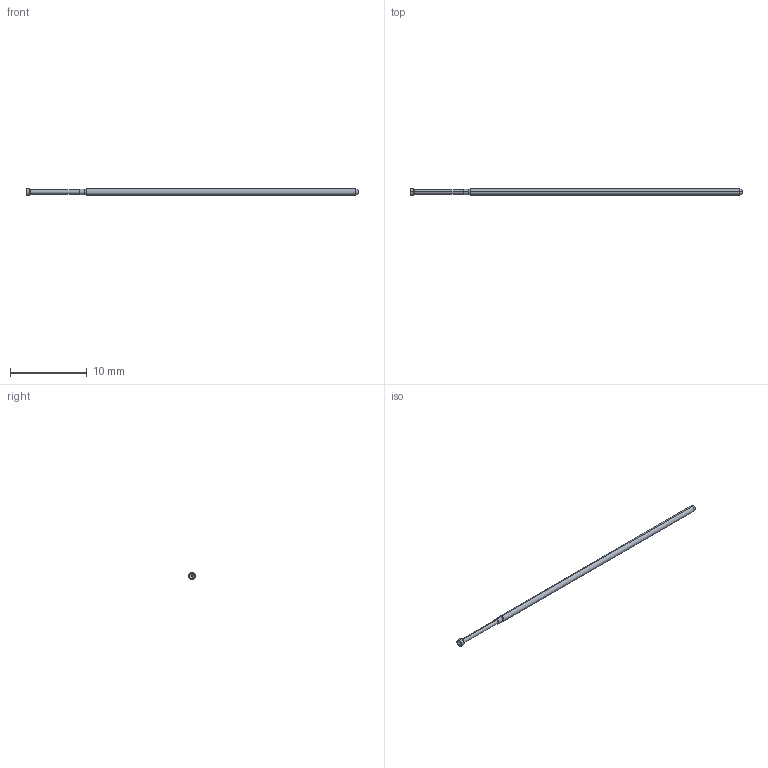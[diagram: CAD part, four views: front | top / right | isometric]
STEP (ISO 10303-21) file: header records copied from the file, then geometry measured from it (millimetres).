
FILE_DESCRIPTION (( 'STEP AP214' ), '1' );
FILE_NAME ('050-2522.STEP', '2022-01-13T14:51:08', ( '' ), ( '' ), 'SwSTEP 2.0', 'SolidWorks 2020', '' );
FILE_SCHEMA (( 'AUTOMOTIVE_DESIGN' ));
Length unit declared in the file: inch
Products named in the file (1): 050-2522
Bounding box: 43.18 x 0.89 x 0.89 mm (x, y, z)
Volume: 19 mm3; surface area: 102.4 mm2
Topology: 1 solids, 1 shells, 24 faces, 46 edges, 26 vertices
Faces by surface type: cone 10, cylinder 8, plane 4, torus 2
Entity records: 958 total; most frequent: DIRECTION 124, CARTESIAN_POINT 97, ORIENTED_EDGE 92, AXIS2_PLACEMENT_3D 53, EDGE_CURVE 46, CIRCLE 28, DIMENSIONAL_EXPONENTS 27, LENGTH_MEASURE_WITH_UNIT 27
